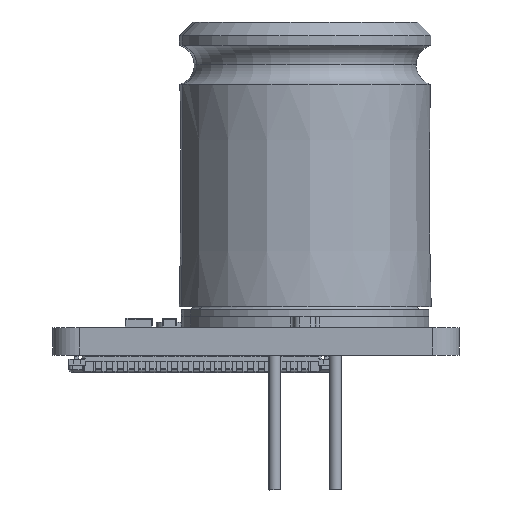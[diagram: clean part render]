
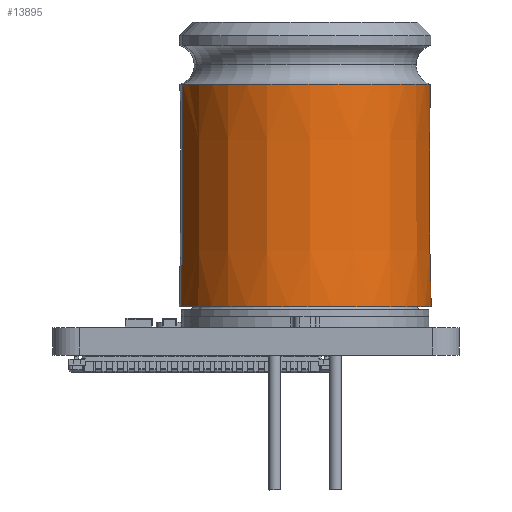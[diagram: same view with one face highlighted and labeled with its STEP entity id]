
A CAD part, front view. The second image highlights one B-rep face of the part: STEP entity #13895.
In plain terms, the highlighted conical face has half-angle 0.212 degrees and reference radius 4.635 mm.
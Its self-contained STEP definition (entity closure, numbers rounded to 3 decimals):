
#37=CONICAL_SURFACE('',#23016,4.635,0.212);
#9878=FACE_OUTER_BOUND('',#11445,.F.);
#11445=EDGE_LOOP('',(#30760,#30761,#30762,#30763));
#13895=ADVANCED_FACE('',(#9878),#37,.T.);
#16724=VECTOR('',#44829,8.206);
#16725=VECTOR('',#44830,8.206);
#19533=LINE('',#53897,#16724);
#19534=LINE('',#53898,#16725);
#20487=CIRCLE('',#22974,4.65);
#20508=CIRCLE('',#22995,4.62);
#22974=AXIS2_PLACEMENT_3D('',#53893,#44821,#44822);
#22995=AXIS2_PLACEMENT_3D('',#53922,#44871,#44872);
#23016=AXIS2_PLACEMENT_3D('',#53979,#44913,#44914);
#30760=ORIENTED_EDGE('',*,*,#34747,.F.);
#30761=ORIENTED_EDGE('',*,*,#34745,.T.);
#30762=ORIENTED_EDGE('',*,*,#34748,.T.);
#30763=ORIENTED_EDGE('',*,*,#34749,.T.);
#34745=EDGE_CURVE('',#37203,#37235,#20487,.T.);
#34747=EDGE_CURVE('',#37203,#37204,#19533,.T.);
#34748=EDGE_CURVE('',#37235,#37221,#19534,.T.);
#34749=EDGE_CURVE('',#37221,#37204,#20508,.T.);
#37203=VERTEX_POINT('',#53923);
#37204=VERTEX_POINT('',#53924);
#37221=VERTEX_POINT('',#53941);
#37235=VERTEX_POINT('',#53955);
#44821=DIRECTION('',(0.,-1.,0.));
#44822=DIRECTION('',(0.,0.,1.));
#44829=DIRECTION('',(0.,1.,-0.004));
#44830=DIRECTION('',(0.,1.,0.004));
#44871=DIRECTION('',(0.,1.,0.));
#44872=DIRECTION('',(0.,0.,-1.));
#44913=DIRECTION('',(0.,-1.,0.));
#44914=DIRECTION('',(0.,0.,-1.));
#53893=CARTESIAN_POINT('',(0.,0.,0.));
#53897=CARTESIAN_POINT('',(0.,0.,4.65));
#53898=CARTESIAN_POINT('',(0.,0.,-4.65));
#53922=CARTESIAN_POINT('',(0.,8.206,0.));
#53923=CARTESIAN_POINT('',(0.,0.,4.65));
#53924=CARTESIAN_POINT('',(0.,8.206,4.62));
#53941=CARTESIAN_POINT('',(0.,8.206,-4.62));
#53955=CARTESIAN_POINT('',(0.,0.,-4.65));
#53979=CARTESIAN_POINT('',(0.,4.103,0.));
